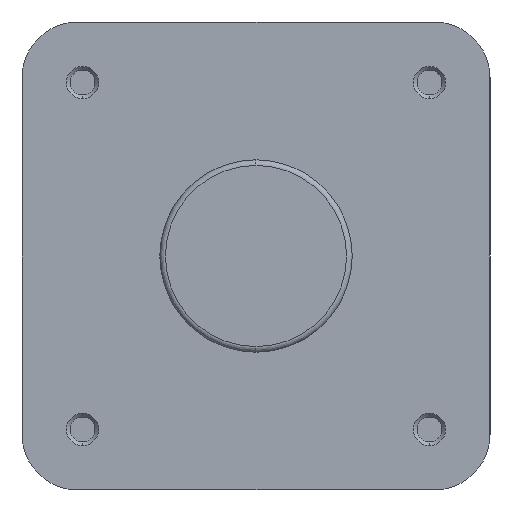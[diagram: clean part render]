
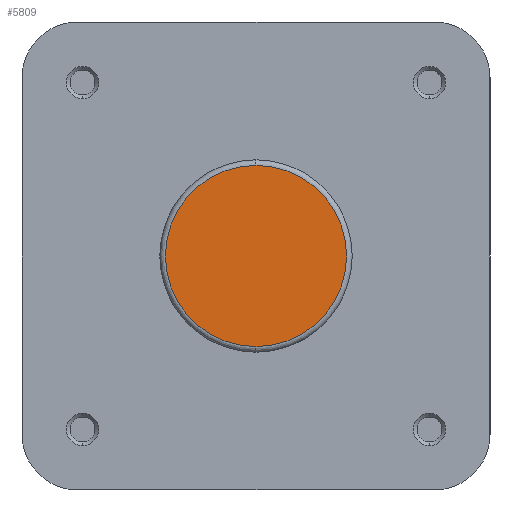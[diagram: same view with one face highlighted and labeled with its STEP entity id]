
A CAD part, left-side view. The second image highlights one B-rep face of the part: STEP entity #5809.
In plain terms, the highlighted planar face has unit normal (-1, 0, 0).
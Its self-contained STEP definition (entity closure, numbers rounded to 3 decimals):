
#154 = CIRCLE ( 'NONE', #2813, 24.4 ) ;
#254 = CIRCLE ( 'NONE', #2851, 24.4 ) ;
#807 = FACE_OUTER_BOUND ( 'NONE', #1074, .T. ) ;
#1074 = EDGE_LOOP ( 'NONE', ( #5033, #5032 ) ) ;
#1870 = PLANE ( 'NONE',  #3114 ) ;
#1873 = CARTESIAN_POINT ( 'NONE',  ( 0., 0., 0. ) ) ;
#1878 = DIRECTION ( 'NONE',  ( 1., 0., 0. ) ) ;
#1879 = DIRECTION ( 'NONE',  ( 0., 0., -1. ) ) ;
#2239 = CARTESIAN_POINT ( 'NONE',  ( 0., 0., 24.4 ) ) ;
#2240 = CARTESIAN_POINT ( 'NONE',  ( 0., 0., -24.4 ) ) ;
#2813 = AXIS2_PLACEMENT_3D ( 'NONE', #3712, #3713, #3714 ) ;
#2851 = AXIS2_PLACEMENT_3D ( 'NONE', #3898, #3905, #3906 ) ;
#3114 = AXIS2_PLACEMENT_3D ( 'NONE', #1873, #1878, #1879 ) ;
#3712 = CARTESIAN_POINT ( 'NONE',  ( 0., 0., 0. ) ) ;
#3713 = DIRECTION ( 'NONE',  ( -1., 0., 0. ) ) ;
#3714 = DIRECTION ( 'NONE',  ( 0., 0., -1. ) ) ;
#3898 = CARTESIAN_POINT ( 'NONE',  ( 0., 0., 0. ) ) ;
#3905 = DIRECTION ( 'NONE',  ( -1., 0., 0. ) ) ;
#3906 = DIRECTION ( 'NONE',  ( 0., 0., -1. ) ) ;
#4547 = EDGE_CURVE ( 'NONE', #6077, #6078, #154, .T. ) ;
#4619 = EDGE_CURVE ( 'NONE', #6078, #6077, #254, .T. ) ;
#5032 = ORIENTED_EDGE ( 'NONE', *, *, #4547, .T. ) ;
#5033 = ORIENTED_EDGE ( 'NONE', *, *, #4619, .T. ) ;
#5809 = ADVANCED_FACE ( 'NONE', ( #807 ), #1870, .F. ) ;
#6077 = VERTEX_POINT ( 'NONE', #2239 ) ;
#6078 = VERTEX_POINT ( 'NONE', #2240 ) ;
